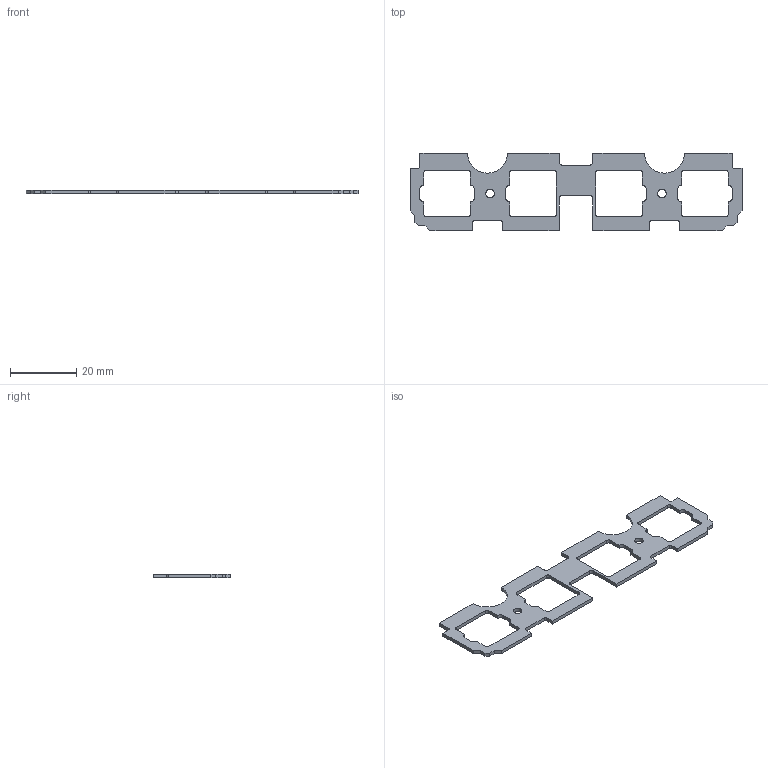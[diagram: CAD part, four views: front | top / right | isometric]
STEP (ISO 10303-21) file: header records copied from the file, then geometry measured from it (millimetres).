
FILE_DESCRIPTION(('KiCad electronic assembly'),'2;1');
FILE_NAME('PCBA-PBF4-PLATE-3D.step','2025-06-04T08:11:13',('Pcbnew'),( 'Kicad'),'Open CASCADE STEP processor 7.6','KiCad to STEP converter' ,'Unknown');
FILE_SCHEMA(('AUTOMOTIVE_DESIGN { 1 0 10303 214 1 1 1 1 }'));
Length unit declared in the file: millimetre
Products named in the file (2): PCBA-PBF4-PLATE-3D 1; kibot_xx4ng1yp_PCB
Assembly tree (1 placements, depth 2):
  PCBA-PBF4-PLATE-3D 1
    kibot_xx4ng1yp_PCB
Bounding box: 100 x 23.33 x 1.11 mm (x, y, z)
Volume: 1267.6 mm3; surface area: 2879.7 mm2
Topology: 1 solids, 1 shells, 108 faces, 318 edges, 212 vertices
Faces by surface type: plane 66, cylinder 42
Full cylindrical faces by diameter (mm): 2.6 x2
Entity records: 3667 total; most frequent: CARTESIAN_POINT 640, ORIENTED_EDGE 636, DIRECTION 622, EDGE_CURVE 318, LINE 234, VECTOR 234, VERTEX_POINT 212, AXIS2_PLACEMENT_3D 194
